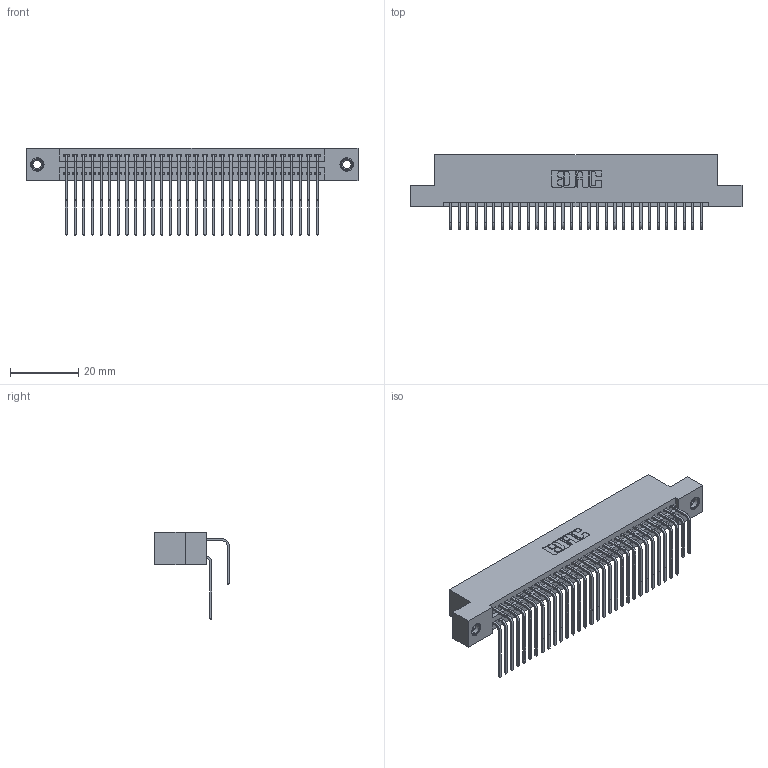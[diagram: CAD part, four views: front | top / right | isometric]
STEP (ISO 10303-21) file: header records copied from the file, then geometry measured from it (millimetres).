
FILE_DESCRIPTION (( 'STEP AP203' ), '1' );
FILE_NAME ('395-060-558-207.STEP', '2019-10-23T14:52:24', ( '' ), ( '' ), 'SwSTEP 2.0', 'SolidWorks 2016', '' );
FILE_SCHEMA (( 'CONFIG_CONTROL_DESIGN' ));
Length unit declared in the file: inch
Products named in the file (5): 345-250-001_345-250-005-103; 395-060-558-207; 345 Part_Flush Mounting Lugs - 0.156 Dia-TI; 345-292-001_558 559 Tail - 1; 345-292-001_558 Tail - 2
Assembly tree (63 placements, depth 2):
  395-060-558-207
    345 Part_Flush Mounting Lugs - 0.156 Dia-TI
    345-292-001_558 559 Tail - 1  x30
    345-292-001_558 Tail - 2  x30
    345-250-001_345-250-005-103  x2
Bounding box: 97.41 x 21.83 x 25.53 mm (x, y, z)
Volume: 9683.6 mm3; surface area: 15737.1 mm2
Topology: 63 solids, 63 shells, 3306 faces, 9777 edges, 6430 vertices
Faces by surface type: plane 2212, cylinder 1078, cone 12, torus 4
Entity records: 27992 total; most frequent: CARTESIAN_POINT 4730, ORIENTED_EDGE 4606, DIRECTION 4185, EDGE_CURVE 2303, LINE 1991, VECTOR 1991, VERTEX_POINT 1528, AXIS2_PLACEMENT_3D 1097
